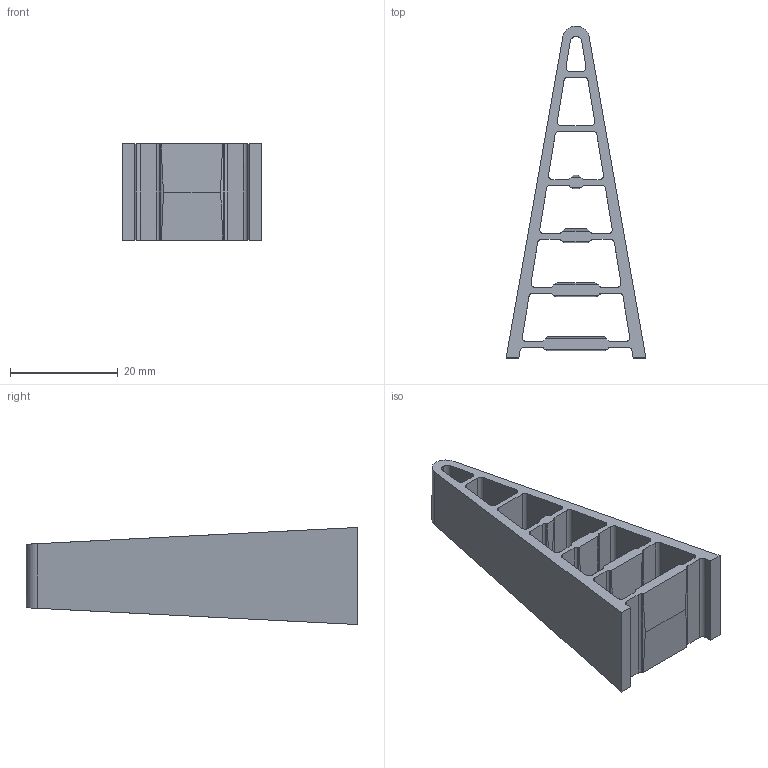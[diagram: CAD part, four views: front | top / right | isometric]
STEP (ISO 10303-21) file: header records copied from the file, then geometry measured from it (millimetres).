
FILE_DESCRIPTION(/* description */ ('DHAS-GF-Adaptive Gripper Finger'),/* implementation_level */ '2;1');
FILE_NAME(/* name */ 'Finger 60mm.stp',/* time_stamp */ '2025-08-07T17:57:35+02:00',/* author */ ('roone'),/* organization */ ('FESTO'),/* preprocessor_version */ 'ST-DEVELOPER v20',/* originating_system */ 'Autodesk Inventor 2025',/* authorisation */ '');
FILE_SCHEMA (('AUTOMOTIVE_DESIGN { 1 0 10303 214 3 1 1 }'));
Length unit declared in the file: millimetre
Products named in the file (1): Finger 60mm
Bounding box: 25.88 x 61.49 x 17.99 mm (x, y, z)
Volume: 5436 mm3; surface area: 6575 mm2
Topology: 1 solids, 1 shells, 134 faces, 396 edges, 264 vertices
Faces by surface type: plane 75, cylinder 59
Entity records: 4581 total; most frequent: DIRECTION 800, CARTESIAN_POINT 795, ORIENTED_EDGE 792, EDGE_CURVE 396, AXIS2_PLACEMENT_3D 269, VERTEX_POINT 264, LINE 262, VECTOR 262
